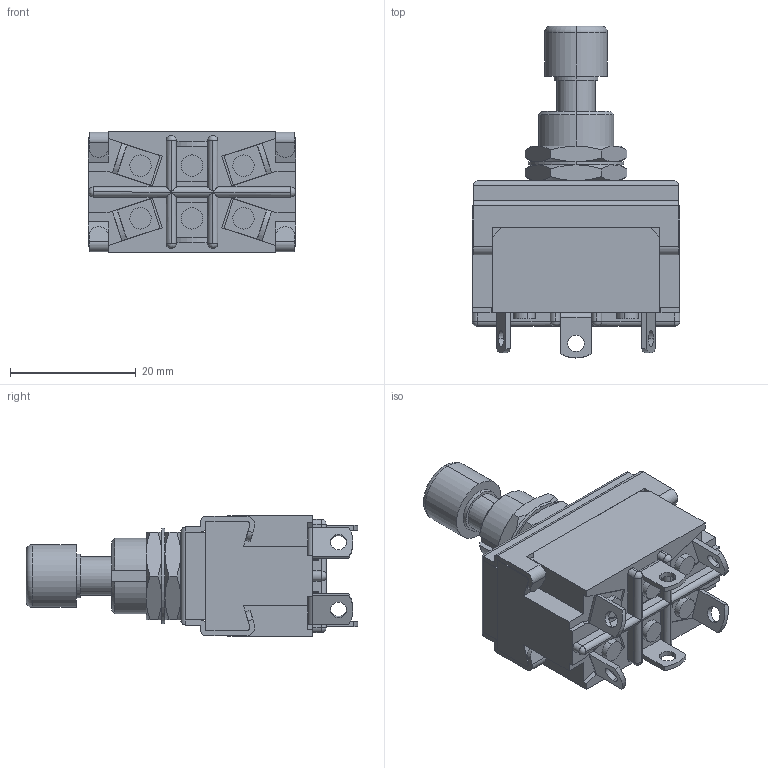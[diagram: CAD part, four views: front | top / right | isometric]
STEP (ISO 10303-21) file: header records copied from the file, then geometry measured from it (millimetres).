
FILE_DESCRIPTION (( 'STEP AP203' ), '1' );
FILE_NAME ('APN01.STEP', '2020-03-16T00:24:09', ( '' ), ( '' ), 'SwSTEP 2.0', 'SolidWorks 2018', '' );
FILE_SCHEMA (( 'CONFIG_CONTROL_DESIGN' ));
Length unit declared in the file: millimetre
Products named in the file (7): 上組 スリーブ組 標準押し釦(APN) (Aシリーズ); APN01; 壓慻 2嬌 1抂巕 (A僔儕乕僘); 9801 0063 20(ナット)model; 9803 0458 20(L儚僢僔儍乕)model; 1端子 (Aシリーズ); 働乕僗 2嬌 (A僔儕乕僘)
Assembly tree (12 placements, depth 3):
  APN01
    上組 スリーブ組 標準押し釦(APN) (Aシリーズ)
    9801 0063 20(ナット)model  x2
    9803 0458 20(L儚僢僔儍乕)model
    壓慻 2嬌 1抂巕 (A僔儕乕僘)
      働乕僗 2嬌 (A僔儕乕僘)
      1端子 (Aシリーズ)  x6
Bounding box: 33 x 52.8 x 19.2 mm (x, y, z)
Volume: 14851.8 mm3; surface area: 8334.8 mm2
Topology: 11 solids, 11 shells, 424 faces, 1056 edges, 672 vertices
Faces by surface type: plane 226, cylinder 157, cone 27, torus 8, sphere 6
Entity records: 10541 total; most frequent: CARTESIAN_POINT 1832, DIRECTION 1672, ORIENTED_EDGE 1614, EDGE_CURVE 807, AXIS2_PLACEMENT_3D 570, VECTOR 532, LINE 532, VERTEX_POINT 514
